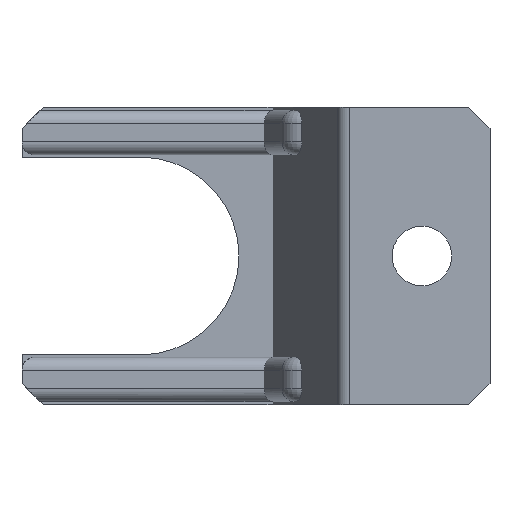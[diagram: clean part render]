
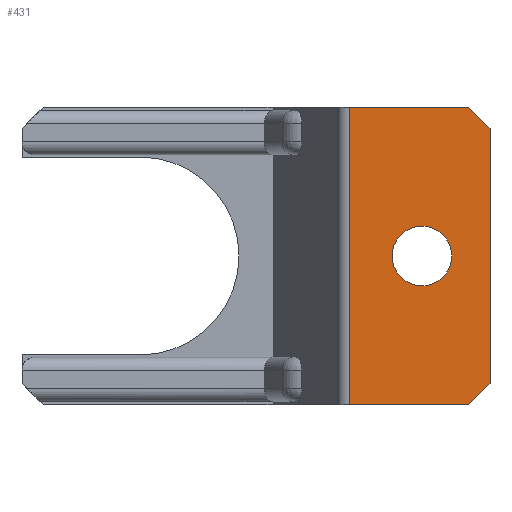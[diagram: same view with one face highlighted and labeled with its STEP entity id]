
A CAD part, front view. The second image highlights one B-rep face of the part: STEP entity #431.
In plain terms, the highlighted planar face has unit normal (0, -1, 0).
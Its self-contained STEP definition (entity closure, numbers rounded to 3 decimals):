
#328 = EDGE_CURVE ( 'NONE', #329, #330, #1273, .T. ) ;
#329 = VERTEX_POINT ( 'NONE', #1268 ) ;
#330 = VERTEX_POINT ( 'NONE', #1267 ) ;
#431 = ADVANCED_FACE ( 'NONE', ( #1463, #1462 ), #1461, .F. ) ;
#432 = EDGE_LOOP ( 'NONE', ( #433, #534 ) ) ;
#433 = ORIENTED_EDGE ( 'NONE', *, *, #533, .T. ) ;
#508 = VERTEX_POINT ( 'NONE', #1583 ) ;
#510 = EDGE_CURVE ( 'NONE', #511, #508, #1582, .T. ) ;
#511 = VERTEX_POINT ( 'NONE', #1578 ) ;
#533 = EDGE_CURVE ( 'NONE', #330, #329, #1616, .T. ) ;
#534 = ORIENTED_EDGE ( 'NONE', *, *, #328, .T. ) ;
#535 = EDGE_LOOP ( 'NONE', ( #536, #539, #542, #545, #548, #550 ) ) ;
#536 = ORIENTED_EDGE ( 'NONE', *, *, #537, .T. ) ;
#537 = EDGE_CURVE ( 'NONE', #508, #538, #1655, .T. ) ;
#538 = VERTEX_POINT ( 'NONE', #1651 ) ;
#539 = ORIENTED_EDGE ( 'NONE', *, *, #540, .T. ) ;
#540 = EDGE_CURVE ( 'NONE', #538, #541, #1650, .T. ) ;
#541 = VERTEX_POINT ( 'NONE', #1646 ) ;
#542 = ORIENTED_EDGE ( 'NONE', *, *, #543, .F. ) ;
#543 = EDGE_CURVE ( 'NONE', #544, #541, #1645, .T. ) ;
#544 = VERTEX_POINT ( 'NONE', #1641 ) ;
#545 = ORIENTED_EDGE ( 'NONE', *, *, #546, .T. ) ;
#546 = EDGE_CURVE ( 'NONE', #544, #547, #1640, .T. ) ;
#547 = VERTEX_POINT ( 'NONE', #1636 ) ;
#548 = ORIENTED_EDGE ( 'NONE', *, *, #549, .F. ) ;
#549 = EDGE_CURVE ( 'NONE', #511, #547, #1635, .T. ) ;
#550 = ORIENTED_EDGE ( 'NONE', *, *, #510, .T. ) ;
#1267 = CARTESIAN_POINT ( 'NONE',  ( 66.25, -42.5, 7. ) ) ;
#1268 = CARTESIAN_POINT ( 'NONE',  ( 66.25, -42.5, -7. ) ) ;
#1269 = DIRECTION ( 'NONE',  ( 0., 0., 1. ) ) ;
#1270 = DIRECTION ( 'NONE',  ( 0., 1., 0. ) ) ;
#1271 = CARTESIAN_POINT ( 'NONE',  ( 66.25, -42.5, 0. ) ) ;
#1272 = AXIS2_PLACEMENT_3D ( 'NONE', #1271, #1270, #1269 ) ;
#1273 = CIRCLE ( 'NONE', #1272, 7. ) ;
#1457 = DIRECTION ( 'NONE',  ( 0., 0., 1. ) ) ;
#1458 = DIRECTION ( 'NONE',  ( 0., 1., 0. ) ) ;
#1459 = CARTESIAN_POINT ( 'NONE',  ( 49.25, -42.5, 35. ) ) ;
#1460 = AXIS2_PLACEMENT_3D ( 'NONE', #1459, #1458, #1457 ) ;
#1461 = PLANE ( 'NONE',  #1460 ) ;
#1462 = FACE_OUTER_BOUND ( 'NONE', #535, .T. ) ;
#1463 = FACE_BOUND ( 'NONE', #432, .T. ) ;
#1578 = CARTESIAN_POINT ( 'NONE',  ( 49.25, -42.5, 35. ) ) ;
#1579 = DIRECTION ( 'NONE',  ( 0., 0., -1. ) ) ;
#1580 = VECTOR ( 'NONE', #1579, 1000. ) ;
#1581 = CARTESIAN_POINT ( 'NONE',  ( 49.25, -42.5, 35. ) ) ;
#1582 = LINE ( 'NONE', #1581, #1580 ) ;
#1583 = CARTESIAN_POINT ( 'NONE',  ( 49.25, -42.5, -35. ) ) ;
#1611 = CARTESIAN_POINT ( 'NONE',  ( 66.25, -42.5, 0. ) ) ;
#1613 = DIRECTION ( 'NONE',  ( 0., 0., 1. ) ) ;
#1614 = DIRECTION ( 'NONE',  ( 0., 1., 0. ) ) ;
#1615 = AXIS2_PLACEMENT_3D ( 'NONE', #1611, #1614, #1613 ) ;
#1616 = CIRCLE ( 'NONE', #1615, 7. ) ;
#1635 = LINE ( 'NONE', #1707, #1706 ) ;
#1636 = CARTESIAN_POINT ( 'NONE',  ( 77.25, -42.5, 35. ) ) ;
#1637 = DIRECTION ( 'NONE',  ( -0.707, 0., 0.707 ) ) ;
#1638 = VECTOR ( 'NONE', #1637, 1000. ) ;
#1639 = CARTESIAN_POINT ( 'NONE',  ( 77.25, -42.5, 35. ) ) ;
#1640 = LINE ( 'NONE', #1639, #1638 ) ;
#1641 = CARTESIAN_POINT ( 'NONE',  ( 82.25, -42.5, 30. ) ) ;
#1642 = DIRECTION ( 'NONE',  ( 0., 0., -1. ) ) ;
#1643 = VECTOR ( 'NONE', #1642, 1000. ) ;
#1644 = CARTESIAN_POINT ( 'NONE',  ( 82.25, -42.5, 35. ) ) ;
#1645 = LINE ( 'NONE', #1644, #1643 ) ;
#1646 = CARTESIAN_POINT ( 'NONE',  ( 82.25, -42.5, -30. ) ) ;
#1647 = DIRECTION ( 'NONE',  ( 0.707, 0., 0.707 ) ) ;
#1648 = VECTOR ( 'NONE', #1647, 1000. ) ;
#1649 = CARTESIAN_POINT ( 'NONE',  ( 82.25, -42.5, -30. ) ) ;
#1650 = LINE ( 'NONE', #1649, #1648 ) ;
#1651 = CARTESIAN_POINT ( 'NONE',  ( 77.25, -42.5, -35. ) ) ;
#1652 = DIRECTION ( 'NONE',  ( 1., 0., 0. ) ) ;
#1653 = VECTOR ( 'NONE', #1652, 1000. ) ;
#1654 = CARTESIAN_POINT ( 'NONE',  ( 49.25, -42.5, -35. ) ) ;
#1655 = LINE ( 'NONE', #1654, #1653 ) ;
#1705 = DIRECTION ( 'NONE',  ( 1., 0., 0. ) ) ;
#1706 = VECTOR ( 'NONE', #1705, 1000. ) ;
#1707 = CARTESIAN_POINT ( 'NONE',  ( 49.25, -42.5, 35. ) ) ;
